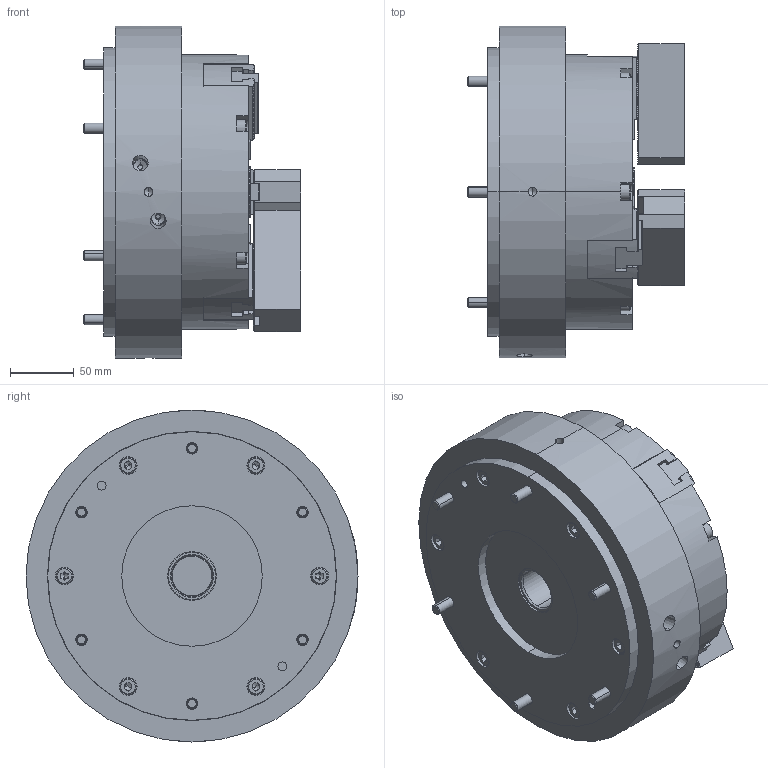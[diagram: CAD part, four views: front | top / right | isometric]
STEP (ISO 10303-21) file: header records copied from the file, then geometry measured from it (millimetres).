
FILE_DESCRIPTION (( 'STEP AP203' ), '1' );
FILE_NAME ('CF-RAP-308.STEP', '2018-11-15T09:20:43', ( '' ), ( '' ), 'SwSTEP 2.0', 'SolidWorks 2016', '' );
FILE_SCHEMA (( 'CONFIG_CONTROL_DESIGN' ));
Length unit declared in the file: millimetre
Products named in the file (16): 圓頭內六角螺栓_M8x20; CF-RAP-308-02000; 錐平頭六角孔螺栓_M3x6; CF-RAP-308-03000; CF-3H-208-04000(T型塊); CF-SP-308-03000; SJ-08; SP-308-09000; 圓頭內六角螺栓_M12x30; SP-308-07000; 圓頭內六角螺栓_M8x120; SP-308-08000; CF-RAP-308; O-RING_P26; M6黃油嘴; CF-RAP-308-01000
Assembly tree (40 placements, depth 2):
  CF-RAP-308
    CF-RAP-308-01000
    CF-RAP-308-02000
    CF-RAP-308-03000
    CF-SP-308-03000  x3
    SP-308-09000  x3
    SP-308-07000
    SP-308-08000
    O-RING_P26
    M6黃油嘴
    圓頭內六角螺栓_M8x20  x6
    錐平頭六角孔螺栓_M3x6  x6
    CF-3H-208-04000(T型塊)  x3
    SJ-08  x2
    圓頭內六角螺栓_M12x30  x4
    圓頭內六角螺栓_M8x120  x6
Bounding box: 169.95 x 260 x 260 mm (x, y, z)
Volume: 5029777 mm3; surface area: 590131.4 mm2
Topology: 41 solids, 41 shells, 2989 faces, 8291 edges, 5377 vertices
Faces by surface type: plane 1943, cylinder 780, cone 236, torus 24, sphere 6
Entity records: 44886 total; most frequent: CARTESIAN_POINT 9078, ORIENTED_EDGE 7280, DIRECTION 6635, EDGE_CURVE 3640, LINE 2583, VECTOR 2583, VERTEX_POINT 2390, AXIS2_PLACEMENT_3D 2026
